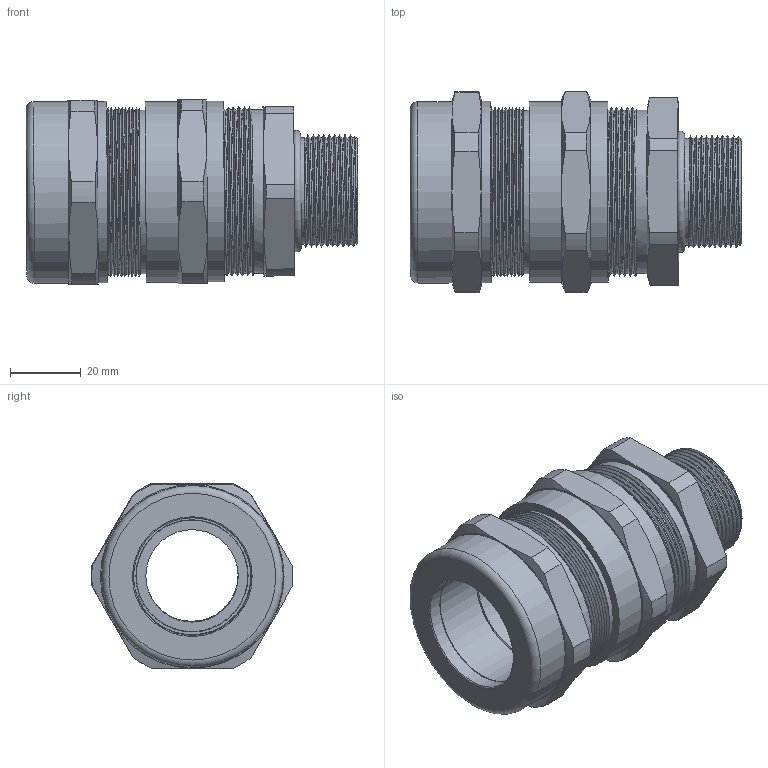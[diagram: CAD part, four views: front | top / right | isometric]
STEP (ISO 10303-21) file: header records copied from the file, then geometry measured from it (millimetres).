
FILE_DESCRIPTION(/* description */ ('RST-Gamma-X-Universal M32'),/* implementation_level */ '2;1');
FILE_NAME(/* name */ 'KBAU3M32-RST.stp',/* time_stamp */ '2020-03-26T11:42:31+01:00',/* author */ ('sl'),/* organization */ (''),/* preprocessor_version */ 'ST-DEVELOPER v16.5',/* originating_system */ 'Autodesk Inventor 2017',/* authorisation */ '');
FILE_SCHEMA (('AUTOMOTIVE_DESIGN { 1 0 10303 214 3 1 1 }'));
Length unit declared in the file: millimetre
Products named in the file (11): KBAU3M32; KBAU3M32_1; KBAU3M32_2; KBAU2M25; KBAU3M32_3; KBAU3M32_4; KBAU3M32_5; KBAU3M32_6; KBAU3M32_7; KBAU3M32_8; KBAU3M32_9
Assembly tree (10 placements, depth 2):
  KBAU3M32
    KBAU3M32_1
    KBAU3M32_2
    KBAU2M25
    KBAU3M32_3
    KBAU3M32_4
    KBAU3M32_5
    KBAU3M32_6
    KBAU3M32_7
    KBAU3M32_8
    KBAU3M32_9
Bounding box: 94.01 x 56.99 x 52.22 mm (x, y, z)
Volume: 90584.3 mm3; surface area: 70050.8 mm2
Topology: 11 solids, 11 shells, 310 faces, 708 edges, 439 vertices
Faces by surface type: cylinder 122, plane 69, cone 50, torus 34, bspline 27, sphere 8
Full cylindrical faces by diameter (mm): 26.18 x1, 26.36 x1, 26.64 x1, 30.228 x9, 33.25 x1, 33.3 x1, 33.95 x1, 34.22 x1, 35.46 x1, 35.57 x1, 37.45 x1, 39.53 x1, 40.75 x2, 40.84 x2, 41.3 x1, 41.47 x2, 42.4 x2, 42.67 x2, 42.73 x2, 43.4 x1, 43.84 x1, 46.16 x11, 46.238 x1, 46.308 x9, 48.992 x1, 49 x2, 51.11 x2, 51.4 x2
Entity records: 18415 total; most frequent: CARTESIAN_POINT 12492, DIRECTION 1193, ORIENTED_EDGE 1066, EDGE_CURVE 532, AXIS2_PLACEMENT_3D 524, EDGE_LOOP 396, VERTEX_POINT 370, FACE_OUTER_BOUND 280
